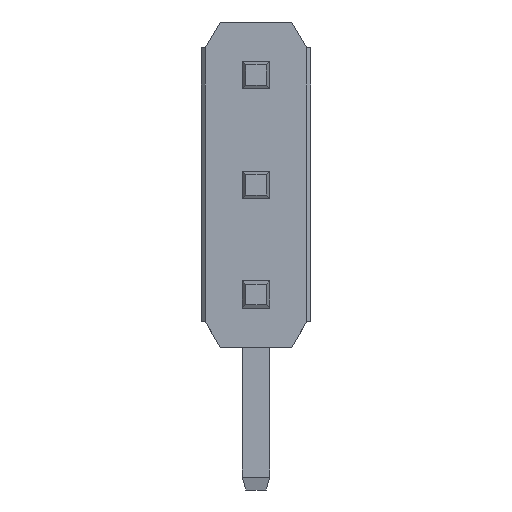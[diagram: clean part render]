
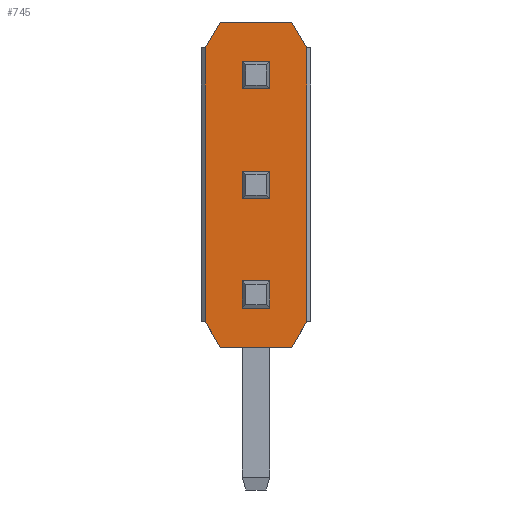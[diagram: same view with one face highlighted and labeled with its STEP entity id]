
A CAD part, front view. The second image highlights one B-rep face of the part: STEP entity #745.
In plain terms, the highlighted planar face has unit normal (0, -1, 0).
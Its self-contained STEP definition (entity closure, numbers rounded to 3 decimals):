
#189=DIRECTION('',(0.,0.,1.));
#190=VECTOR('',#189,0.635);
#191=CARTESIAN_POINT('',(12.523,20.701,11.89));
#192=LINE('',#191,#190);
#193=DIRECTION('',(-1.,0.,0.));
#194=VECTOR('',#193,0.635);
#195=CARTESIAN_POINT('',(13.158,20.701,11.89));
#196=LINE('',#195,#194);
#197=DIRECTION('',(0.,0.,-1.));
#198=VECTOR('',#197,0.635);
#199=CARTESIAN_POINT('',(13.158,20.701,12.525));
#200=LINE('',#199,#198);
#201=DIRECTION('',(1.,0.,0.));
#202=VECTOR('',#201,0.635);
#203=CARTESIAN_POINT('',(12.523,20.701,12.525));
#204=LINE('',#203,#202);
#205=DIRECTION('',(0.,0.,1.));
#206=VECTOR('',#205,6.34);
#207=CARTESIAN_POINT('',(14.016,20.701,9.038));
#208=LINE('',#207,#206);
#209=DIRECTION('',(0.504,0.,0.864));
#210=VECTOR('',#209,0.695);
#211=CARTESIAN_POINT('',(13.666,20.701,8.438));
#212=LINE('',#211,#210);
#213=DIRECTION('',(1.,0.,0.));
#214=VECTOR('',#213,1.65);
#215=CARTESIAN_POINT('',(12.016,20.701,8.438));
#216=LINE('',#215,#214);
#217=DIRECTION('',(0.504,0.,-0.864));
#218=VECTOR('',#217,0.695);
#219=CARTESIAN_POINT('',(11.666,20.701,9.038));
#220=LINE('',#219,#218);
#221=DIRECTION('',(0.,0.,-1.));
#222=VECTOR('',#221,6.34);
#223=CARTESIAN_POINT('',(11.666,20.701,15.378));
#224=LINE('',#223,#222);
#225=DIRECTION('',(-0.504,0.,-0.864));
#226=VECTOR('',#225,0.695);
#227=CARTESIAN_POINT('',(12.016,20.701,15.978));
#228=LINE('',#227,#226);
#229=DIRECTION('',(-0.504,0.,0.864));
#230=VECTOR('',#229,0.695);
#231=CARTESIAN_POINT('',(14.016,20.701,15.378));
#232=LINE('',#231,#230);
#233=DIRECTION('',(0.,0.,1.));
#234=VECTOR('',#233,0.635);
#235=CARTESIAN_POINT('',(12.523,20.701,9.35));
#236=LINE('',#235,#234);
#237=DIRECTION('',(-1.,0.,0.));
#238=VECTOR('',#237,0.635);
#239=CARTESIAN_POINT('',(13.158,20.701,9.35));
#240=LINE('',#239,#238);
#241=DIRECTION('',(0.,0.,-1.));
#242=VECTOR('',#241,0.635);
#243=CARTESIAN_POINT('',(13.158,20.701,9.985));
#244=LINE('',#243,#242);
#245=DIRECTION('',(1.,0.,0.));
#246=VECTOR('',#245,0.635);
#247=CARTESIAN_POINT('',(12.523,20.701,9.985));
#248=LINE('',#247,#246);
#253=DIRECTION('',(0.,0.,-1.));
#254=VECTOR('',#253,0.635);
#255=CARTESIAN_POINT('',(12.523,20.701,15.065));
#256=LINE('',#255,#254);
#261=DIRECTION('',(1.,0.,0.));
#262=VECTOR('',#261,0.635);
#263=CARTESIAN_POINT('',(12.523,20.701,14.43));
#264=LINE('',#263,#262);
#269=DIRECTION('',(0.,0.,1.));
#270=VECTOR('',#269,0.635);
#271=CARTESIAN_POINT('',(13.158,20.701,14.43));
#272=LINE('',#271,#270);
#277=DIRECTION('',(-1.,0.,0.));
#278=VECTOR('',#277,0.635);
#279=CARTESIAN_POINT('',(13.158,20.701,15.065));
#280=LINE('',#279,#278);
#325=DIRECTION('',(1.,0.,0.));
#326=VECTOR('',#325,1.65);
#327=CARTESIAN_POINT('',(12.016,20.701,15.978));
#328=LINE('',#327,#326);
#369=CARTESIAN_POINT('',(12.016,20.701,15.978));
#370=VERTEX_POINT('',#369);
#371=CARTESIAN_POINT('',(13.666,20.701,15.978));
#372=VERTEX_POINT('',#371);
#377=CARTESIAN_POINT('',(11.666,20.701,15.378));
#378=VERTEX_POINT('',#377);
#379=CARTESIAN_POINT('',(14.016,20.701,15.378));
#380=VERTEX_POINT('',#379);
#387=CARTESIAN_POINT('',(13.666,20.701,8.438));
#388=VERTEX_POINT('',#387);
#389=CARTESIAN_POINT('',(12.016,20.701,8.438));
#390=VERTEX_POINT('',#389);
#405=CARTESIAN_POINT('',(11.666,20.701,9.038));
#406=VERTEX_POINT('',#405);
#407=CARTESIAN_POINT('',(14.016,20.701,9.038));
#408=VERTEX_POINT('',#407);
#427=CARTESIAN_POINT('',(12.523,20.701,9.985));
#428=VERTEX_POINT('',#427);
#429=CARTESIAN_POINT('',(12.523,20.701,9.35));
#430=VERTEX_POINT('',#429);
#433=CARTESIAN_POINT('',(13.158,20.701,14.43));
#434=VERTEX_POINT('',#433);
#435=CARTESIAN_POINT('',(13.158,20.701,15.065));
#436=VERTEX_POINT('',#435);
#437=CARTESIAN_POINT('',(12.523,20.701,12.525));
#438=VERTEX_POINT('',#437);
#439=CARTESIAN_POINT('',(12.523,20.701,11.89));
#440=VERTEX_POINT('',#439);
#441=CARTESIAN_POINT('',(13.158,20.701,9.35));
#442=VERTEX_POINT('',#441);
#443=CARTESIAN_POINT('',(13.158,20.701,9.985));
#444=VERTEX_POINT('',#443);
#449=CARTESIAN_POINT('',(12.523,20.701,15.065));
#450=VERTEX_POINT('',#449);
#451=CARTESIAN_POINT('',(12.523,20.701,14.43));
#452=VERTEX_POINT('',#451);
#453=CARTESIAN_POINT('',(13.158,20.701,11.89));
#454=VERTEX_POINT('',#453);
#455=CARTESIAN_POINT('',(13.158,20.701,12.525));
#456=VERTEX_POINT('',#455);
#697=CARTESIAN_POINT('',(12.841,20.701,12.188));
#698=DIRECTION('',(0.,-1.,0.));
#699=DIRECTION('',(1.,0.,0.));
#700=AXIS2_PLACEMENT_3D('',#697,#698,#699);
#701=PLANE('',#700);
#703=ORIENTED_EDGE('',*,*,#702,.F.);
#704=ORIENTED_EDGE('',*,*,#665,.F.);
#705=ORIENTED_EDGE('',*,*,#649,.F.);
#706=ORIENTED_EDGE('',*,*,#634,.F.);
#707=ORIENTED_EDGE('',*,*,#588,.F.);
#708=ORIENTED_EDGE('',*,*,#499,.F.);
#710=ORIENTED_EDGE('',*,*,#709,.T.);
#712=ORIENTED_EDGE('',*,*,#711,.F.);
#713=EDGE_LOOP('',(#703,#704,#705,#706,#707,#708,#710,#712));
#714=FACE_OUTER_BOUND('',#713,.F.);
#716=ORIENTED_EDGE('',*,*,#715,.T.);
#718=ORIENTED_EDGE('',*,*,#717,.T.);
#720=ORIENTED_EDGE('',*,*,#719,.T.);
#722=ORIENTED_EDGE('',*,*,#721,.T.);
#723=EDGE_LOOP('',(#716,#718,#720,#722));
#724=FACE_BOUND('',#723,.F.);
#726=ORIENTED_EDGE('',*,*,#725,.F.);
#728=ORIENTED_EDGE('',*,*,#727,.F.);
#730=ORIENTED_EDGE('',*,*,#729,.F.);
#732=ORIENTED_EDGE('',*,*,#731,.F.);
#733=EDGE_LOOP('',(#726,#728,#730,#732));
#734=FACE_BOUND('',#733,.F.);
#736=ORIENTED_EDGE('',*,*,#735,.F.);
#738=ORIENTED_EDGE('',*,*,#737,.F.);
#740=ORIENTED_EDGE('',*,*,#739,.F.);
#742=ORIENTED_EDGE('',*,*,#741,.F.);
#743=EDGE_LOOP('',(#736,#738,#740,#742));
#744=FACE_BOUND('',#743,.F.);
#745=ADVANCED_FACE('',(#714,#724,#734,#744),#701,.T.);
#499=EDGE_CURVE('',#370,#378,#228,.T.);
#588=EDGE_CURVE('',#378,#406,#224,.T.);
#634=EDGE_CURVE('',#406,#390,#220,.T.);
#649=EDGE_CURVE('',#390,#388,#216,.T.);
#665=EDGE_CURVE('',#388,#408,#212,.T.);
#702=EDGE_CURVE('',#408,#380,#208,.T.);
#709=EDGE_CURVE('',#370,#372,#328,.T.);
#711=EDGE_CURVE('',#380,#372,#232,.T.);
#715=EDGE_CURVE('',#450,#452,#256,.T.);
#717=EDGE_CURVE('',#452,#434,#264,.T.);
#719=EDGE_CURVE('',#434,#436,#272,.T.);
#721=EDGE_CURVE('',#436,#450,#280,.T.);
#725=EDGE_CURVE('',#440,#438,#192,.T.);
#727=EDGE_CURVE('',#454,#440,#196,.T.);
#729=EDGE_CURVE('',#456,#454,#200,.T.);
#731=EDGE_CURVE('',#438,#456,#204,.T.);
#735=EDGE_CURVE('',#430,#428,#236,.T.);
#737=EDGE_CURVE('',#442,#430,#240,.T.);
#739=EDGE_CURVE('',#444,#442,#244,.T.);
#741=EDGE_CURVE('',#428,#444,#248,.T.);
